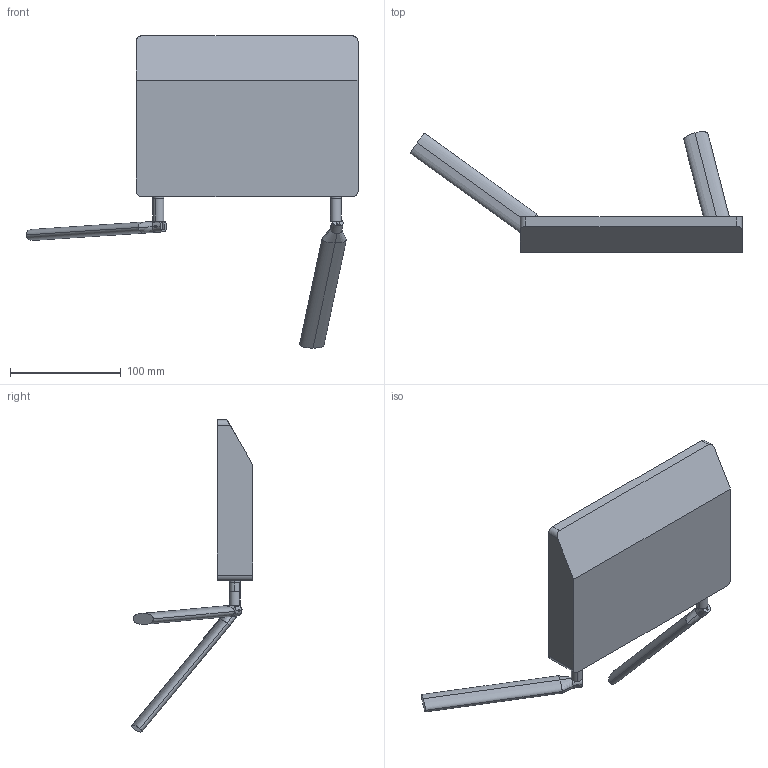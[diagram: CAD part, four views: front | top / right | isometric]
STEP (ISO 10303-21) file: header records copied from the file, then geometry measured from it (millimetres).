
FILE_DESCRIPTION (( 'STEP AP214' ), '1' );
FILE_NAME ('Simple TPLinkMR400.STEP', '2020-05-02T05:02:45', ( 'NPT Thai Tech' ), ( '' ), 'SwSTEP 2.0', 'SolidWorks 2017', '' );
FILE_SCHEMA (( 'AUTOMOTIVE_DESIGN' ));
Length unit declared in the file: millimetre
Products named in the file (4): Simple TPLinkMR400; Ant-Ex2; TPLinkMR400-Body-01; Ant-Ex1
Assembly tree (5 placements, depth 2):
  Simple TPLinkMR400
    TPLinkMR400-Body-01
    Ant-Ex1  x2
    Ant-Ex2  x2
Bounding box: 299.38 x 109.21 x 281.62 mm (x, y, z)
Volume: 889175.7 mm3; surface area: 93785.3 mm2
Topology: 5 solids, 5 shells, 111 faces, 269 edges, 174 vertices
Faces by surface type: plane 49, cylinder 46, bspline 16
Entity records: 2594 total; most frequent: CARTESIAN_POINT 625, DIRECTION 327, ORIENTED_EDGE 320, EDGE_CURVE 160, AXIS2_PLACEMENT_3D 120, VERTEX_POINT 104, LINE 87, VECTOR 87
